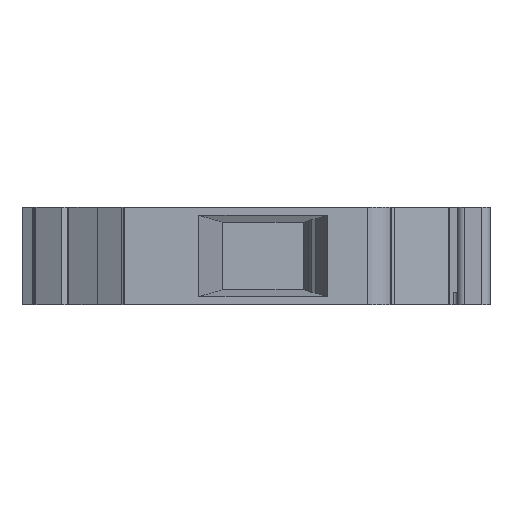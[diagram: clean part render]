
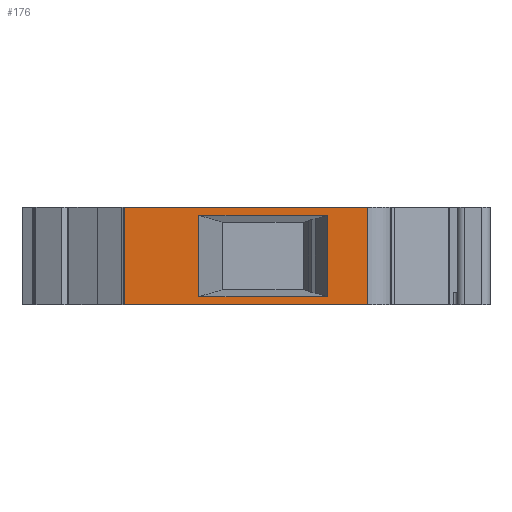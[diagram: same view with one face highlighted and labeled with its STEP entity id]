
A CAD part, left-side view. The second image highlights one B-rep face of the part: STEP entity #176.
In plain terms, the highlighted planar face has unit normal (-1, 0, 0).
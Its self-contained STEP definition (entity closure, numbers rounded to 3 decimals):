
#31 = ORIENTED_EDGE ( 'NONE', *, *, #2295, .F. ) ;
#67 = CARTESIAN_POINT ( 'NONE',  ( -26.4, -29.855, 0. ) ) ;
#176 = ADVANCED_FACE ( 'NONE', ( #414, #1688 ), #5558, .F. ) ;
#178 = ORIENTED_EDGE ( 'NONE', *, *, #441, .T. ) ;
#226 = CARTESIAN_POINT ( 'NONE',  ( -26.4, -24.927, 11. ) ) ;
#307 = VECTOR ( 'NONE', #1860, 1000. ) ;
#394 = LINE ( 'NONE', #3946, #5946 ) ;
#414 = FACE_OUTER_BOUND ( 'NONE', #1898, .T. ) ;
#441 = EDGE_CURVE ( 'NONE', #6727, #1997, #5508, .T. ) ;
#511 = CARTESIAN_POINT ( 'NONE',  ( -26.4, -9.154, 1. ) ) ;
#523 = CARTESIAN_POINT ( 'NONE',  ( -26.4, -24.927, 1. ) ) ;
#524 = VERTEX_POINT ( 'NONE', #226 ) ;
#540 = EDGE_LOOP ( 'NONE', ( #4873, #3812, #31, #4319 ) ) ;
#566 = LINE ( 'NONE', #511, #1660 ) ;
#846 = CARTESIAN_POINT ( 'NONE',  ( -26.4, -9.154, 11. ) ) ;
#870 = DIRECTION ( 'NONE',  ( 0., 1., 0. ) ) ;
#1292 = CARTESIAN_POINT ( 'NONE',  ( -26.4, -0.068, 12. ) ) ;
#1391 = EDGE_CURVE ( 'NONE', #6518, #6727, #394, .T. ) ;
#1660 = VECTOR ( 'NONE', #1811, 1000. ) ;
#1688 = FACE_BOUND ( 'NONE', #540, .T. ) ;
#1710 = VERTEX_POINT ( 'NONE', #6520 ) ;
#1811 = DIRECTION ( 'NONE',  ( 0., 0., -1. ) ) ;
#1828 = EDGE_CURVE ( 'NONE', #3288, #524, #6293, .T. ) ;
#1860 = DIRECTION ( 'NONE',  ( 0., -1., 0. ) ) ;
#1865 = CARTESIAN_POINT ( 'NONE',  ( -26.4, -9.154, 1. ) ) ;
#1877 = EDGE_CURVE ( 'NONE', #1710, #6998, #566, .T. ) ;
#1898 = EDGE_LOOP ( 'NONE', ( #178, #2857, #6611, #2419 ) ) ;
#1997 = VERTEX_POINT ( 'NONE', #67 ) ;
#2012 = VECTOR ( 'NONE', #5282, 1000. ) ;
#2072 = LINE ( 'NONE', #3840, #6373 ) ;
#2155 = LINE ( 'NONE', #846, #2308 ) ;
#2295 = EDGE_CURVE ( 'NONE', #6998, #3288, #3158, .T. ) ;
#2308 = VECTOR ( 'NONE', #870, 1000. ) ;
#2419 = ORIENTED_EDGE ( 'NONE', *, *, #1391, .T. ) ;
#2857 = ORIENTED_EDGE ( 'NONE', *, *, #4021, .F. ) ;
#3158 = LINE ( 'NONE', #1865, #307 ) ;
#3243 = EDGE_CURVE ( 'NONE', #524, #1710, #2155, .T. ) ;
#3288 = VERTEX_POINT ( 'NONE', #523 ) ;
#3521 = CARTESIAN_POINT ( 'NONE',  ( -26.4, -29.855, 12. ) ) ;
#3646 = DIRECTION ( 'NONE',  ( 1., 0., 0. ) ) ;
#3750 = DIRECTION ( 'NONE',  ( 0., -1., 0. ) ) ;
#3812 = ORIENTED_EDGE ( 'NONE', *, *, #1828, .F. ) ;
#3840 = CARTESIAN_POINT ( 'NONE',  ( -26.4, -29.855, 12. ) ) ;
#3848 = DIRECTION ( 'NONE',  ( 0., 0., -1. ) ) ;
#3877 = CARTESIAN_POINT ( 'NONE',  ( -26.4, -29.855, 0. ) ) ;
#3907 = VERTEX_POINT ( 'NONE', #5057 ) ;
#3946 = CARTESIAN_POINT ( 'NONE',  ( -26.4, -0.068, 12. ) ) ;
#3978 = DIRECTION ( 'NONE',  ( 0., 0., -1. ) ) ;
#4021 = EDGE_CURVE ( 'NONE', #3907, #1997, #2072, .T. ) ;
#4108 = VECTOR ( 'NONE', #3750, 1000. ) ;
#4319 = ORIENTED_EDGE ( 'NONE', *, *, #1877, .F. ) ;
#4573 = AXIS2_PLACEMENT_3D ( 'NONE', #3521, #3646, #3978 ) ;
#4669 = CARTESIAN_POINT ( 'NONE',  ( -26.4, -9.154, 1. ) ) ;
#4689 = VECTOR ( 'NONE', #5687, 1000. ) ;
#4873 = ORIENTED_EDGE ( 'NONE', *, *, #3243, .F. ) ;
#5057 = CARTESIAN_POINT ( 'NONE',  ( -26.4, -29.855, 12. ) ) ;
#5282 = DIRECTION ( 'NONE',  ( 0., 0., 1. ) ) ;
#5326 = CARTESIAN_POINT ( 'NONE',  ( -26.4, -24.927, 1. ) ) ;
#5419 = CARTESIAN_POINT ( 'NONE',  ( -26.4, -0.068, 0. ) ) ;
#5508 = LINE ( 'NONE', #3877, #4108 ) ;
#5558 = PLANE ( 'NONE',  #4573 ) ;
#5687 = DIRECTION ( 'NONE',  ( 0., -1., 0. ) ) ;
#5694 = CARTESIAN_POINT ( 'NONE',  ( -26.4, -29.855, 12. ) ) ;
#5946 = VECTOR ( 'NONE', #6189, 1000. ) ;
#6152 = LINE ( 'NONE', #5694, #4689 ) ;
#6189 = DIRECTION ( 'NONE',  ( 0., 0., -1. ) ) ;
#6293 = LINE ( 'NONE', #5326, #2012 ) ;
#6373 = VECTOR ( 'NONE', #3848, 1000. ) ;
#6518 = VERTEX_POINT ( 'NONE', #1292 ) ;
#6520 = CARTESIAN_POINT ( 'NONE',  ( -26.4, -9.154, 11. ) ) ;
#6611 = ORIENTED_EDGE ( 'NONE', *, *, #7027, .F. ) ;
#6727 = VERTEX_POINT ( 'NONE', #5419 ) ;
#6998 = VERTEX_POINT ( 'NONE', #4669 ) ;
#7027 = EDGE_CURVE ( 'NONE', #6518, #3907, #6152, .T. ) ;
